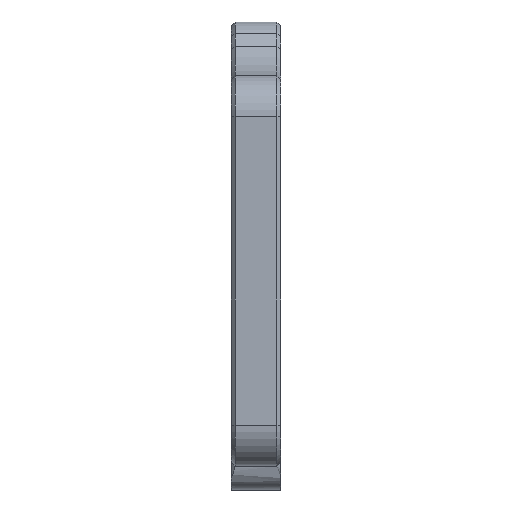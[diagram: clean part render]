
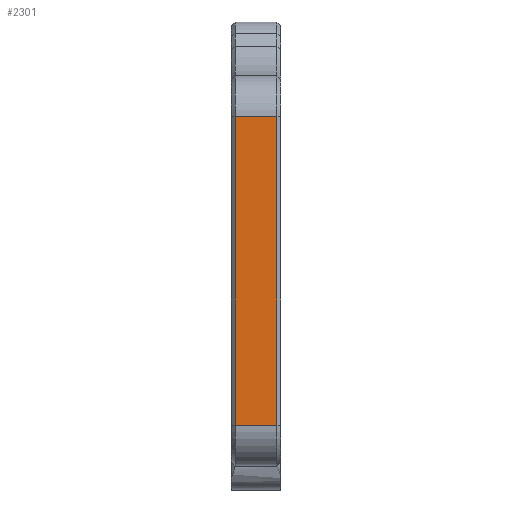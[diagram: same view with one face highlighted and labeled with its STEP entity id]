
A CAD part, front view. The second image highlights one B-rep face of the part: STEP entity #2301.
In plain terms, the highlighted planar face has unit normal (0, -1, 0).
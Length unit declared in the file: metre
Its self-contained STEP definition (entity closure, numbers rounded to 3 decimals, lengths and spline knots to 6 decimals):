
#181=PLANE('',#2484);
#299=LINE('',#3833,#506);
#300=LINE('',#3837,#507);
#301=LINE('',#3839,#508);
#302=LINE('',#3841,#509);
#506=VECTOR('',#2838,1.);
#507=VECTOR('',#2843,1.);
#508=VECTOR('',#2844,1.);
#509=VECTOR('',#2845,1.);
#810=ORIENTED_EDGE('',*,*,#1430,.T.);
#811=ORIENTED_EDGE('',*,*,#1432,.T.);
#812=ORIENTED_EDGE('',*,*,#1433,.F.);
#813=ORIENTED_EDGE('',*,*,#1434,.F.);
#1430=EDGE_CURVE('',#1735,#1734,#299,.T.);
#1432=EDGE_CURVE('',#1734,#1736,#300,.T.);
#1433=EDGE_CURVE('',#1737,#1736,#301,.T.);
#1434=EDGE_CURVE('',#1735,#1737,#302,.T.);
#1734=VERTEX_POINT('',#3832);
#1735=VERTEX_POINT('',#3834);
#1736=VERTEX_POINT('',#3838);
#1737=VERTEX_POINT('',#3840);
#1937=EDGE_LOOP('',(#810,#811,#812,#813));
#2117=FACE_BOUND('',#1937,.T.);
#2301=ADVANCED_FACE('',(#2117),#181,.T.);
#2484=AXIS2_PLACEMENT_3D('',#3836,#2841,#2842);
#2838=DIRECTION('',(1.,0.,0.));
#2841=DIRECTION('',(0.,-1.,0.));
#2842=DIRECTION('',(1.,0.,0.));
#2843=DIRECTION('',(0.,0.,1.));
#2844=DIRECTION('',(1.,0.,0.));
#2845=DIRECTION('',(0.,0.,1.));
#3832=CARTESIAN_POINT('',(0.01251,-0.13843,-0.053984));
#3833=CARTESIAN_POINT('',(0.00831,-0.13843,-0.053984));
#3834=CARTESIAN_POINT('',(0.00831,-0.13843,-0.053984));
#3836=CARTESIAN_POINT('',(0.0079,-0.13843,-0.022974));
#3837=CARTESIAN_POINT('',(0.01251,-0.13843,-0.022974));
#3838=CARTESIAN_POINT('',(0.01251,-0.13843,-0.022984));
#3839=CARTESIAN_POINT('',(0.00831,-0.13843,-0.022984));
#3840=CARTESIAN_POINT('',(0.00831,-0.13843,-0.022984));
#3841=CARTESIAN_POINT('',(0.00831,-0.13843,-0.038484));
